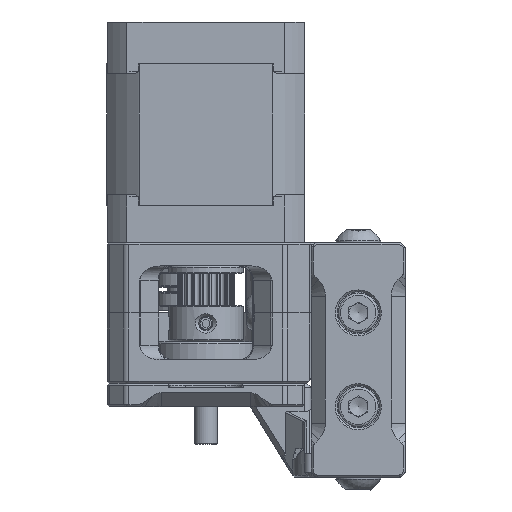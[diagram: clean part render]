
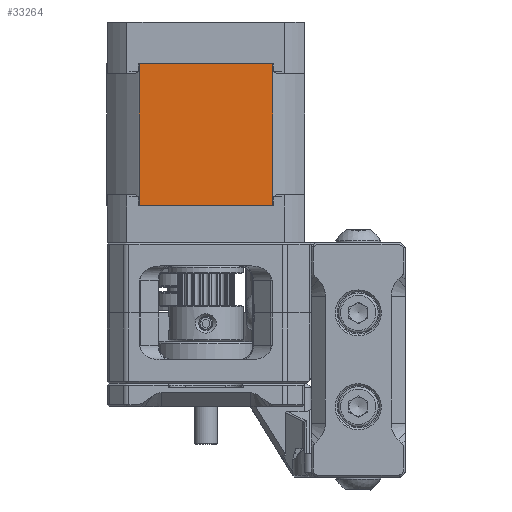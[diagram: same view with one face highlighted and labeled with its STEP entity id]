
A CAD part, front view. The second image highlights one B-rep face of the part: STEP entity #33264.
In plain terms, the highlighted planar face has unit normal (0, -1, 0).
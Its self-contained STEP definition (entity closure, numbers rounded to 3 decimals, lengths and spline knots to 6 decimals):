
#1714=LINE('',#58331,#4094);
#1720=LINE('',#58357,#4100);
#1732=LINE('',#58396,#4112);
#1734=LINE('',#58400,#4114);
#1736=LINE('',#58406,#4116);
#1800=LINE('',#58619,#4180);
#1801=LINE('',#58625,#4181);
#1802=LINE('',#58629,#4182);
#1804=LINE('',#58636,#4184);
#1806=LINE('',#58641,#4186);
#1807=LINE('',#58643,#4187);
#1811=LINE('',#58704,#4191);
#4094=VECTOR('',#44836,1.);
#4100=VECTOR('',#44864,1.);
#4112=VECTOR('',#44904,1.);
#4114=VECTOR('',#44908,1.);
#4116=VECTOR('',#44914,1.);
#4180=VECTOR('',#45134,1.);
#4181=VECTOR('',#45141,1.);
#4182=VECTOR('',#45146,1.);
#4184=VECTOR('',#45152,1.);
#4186=VECTOR('',#45158,1.);
#4187=VECTOR('',#45161,1.);
#4191=VECTOR('',#45245,1.);
#6813=PLANE('',#37699);
#12511=ORIENTED_EDGE('',*,*,#19072,.T.);
#12512=ORIENTED_EDGE('',*,*,#19074,.T.);
#12513=ORIENTED_EDGE('',*,*,#19081,.T.);
#12514=ORIENTED_EDGE('',*,*,#19069,.T.);
#12515=ORIENTED_EDGE('',*,*,#19080,.T.);
#12516=ORIENTED_EDGE('',*,*,#19077,.T.);
#12517=ORIENTED_EDGE('',*,*,#19103,.T.);
#12518=ORIENTED_EDGE('',*,*,#18965,.T.);
#12519=ORIENTED_EDGE('',*,*,#18962,.F.);
#12520=ORIENTED_EDGE('',*,*,#18940,.F.);
#12521=ORIENTED_EDGE('',*,*,#18927,.F.);
#12522=ORIENTED_EDGE('',*,*,#18960,.T.);
#18927=EDGE_CURVE('',#22769,#22770,#1714,.T.);
#18940=EDGE_CURVE('',#22770,#22779,#1720,.T.);
#18960=EDGE_CURVE('',#22769,#22791,#1732,.T.);
#18962=EDGE_CURVE('',#22779,#22793,#1734,.T.);
#18965=EDGE_CURVE('',#22795,#22793,#1736,.T.);
#19069=EDGE_CURVE('',#22866,#22865,#1800,.T.);
#19072=EDGE_CURVE('',#22791,#22867,#1801,.T.);
#19074=EDGE_CURVE('',#22867,#22868,#1802,.T.);
#19077=EDGE_CURVE('',#22872,#22871,#1804,.T.);
#19080=EDGE_CURVE('',#22865,#22872,#1806,.T.);
#19081=EDGE_CURVE('',#22868,#22866,#1807,.T.);
#19103=EDGE_CURVE('',#22871,#22795,#1811,.T.);
#22769=VERTEX_POINT('',#58330);
#22770=VERTEX_POINT('',#58332);
#22779=VERTEX_POINT('',#58358);
#22791=VERTEX_POINT('',#58395);
#22793=VERTEX_POINT('',#58401);
#22795=VERTEX_POINT('',#58407);
#22865=VERTEX_POINT('',#58618);
#22866=VERTEX_POINT('',#58620);
#22867=VERTEX_POINT('',#58624);
#22868=VERTEX_POINT('',#58628);
#22871=VERTEX_POINT('',#58635);
#22872=VERTEX_POINT('',#58637);
#27558=EDGE_LOOP('',(#12511,#12512,#12513,#12514,#12515,#12516,#12517,#12518,
#12519,#12520,#12521,#12522));
#30329=FACE_BOUND('',#27558,.T.);
#33264=ADVANCED_FACE('',(#30329),#6813,.T.);
#37699=AXIS2_PLACEMENT_3D('',#58703,#45243,#45244);
#44836=DIRECTION('',(-1.,0.,0.));
#44864=DIRECTION('',(0.,0.,1.));
#44904=DIRECTION('',(0.,0.,-1.));
#44908=DIRECTION('',(1.,0.,0.));
#44914=DIRECTION('',(0.,0.,-1.));
#45134=DIRECTION('',(0.,0.,1.));
#45141=DIRECTION('',(1.,0.,0.));
#45146=DIRECTION('',(0.,0.,1.));
#45152=DIRECTION('',(0.,0.,1.));
#45158=DIRECTION('',(-1.,0.,0.));
#45161=DIRECTION('',(1.,0.,0.));
#45243=DIRECTION('',(0.,-1.,0.));
#45244=DIRECTION('',(0.,0.,1.));
#45245=DIRECTION('',(-1.,0.,0.));
#58330=CARTESIAN_POINT('',(0.152594,-0.2276,0.0229));
#58331=CARTESIAN_POINT('',(0.175478,-0.2276,0.0229));
#58332=CARTESIAN_POINT('',(0.14687,-0.2276,0.0229));
#58357=CARTESIAN_POINT('',(0.14687,-0.2276,0.0229));
#58358=CARTESIAN_POINT('',(0.14687,-0.2276,0.0531));
#58395=CARTESIAN_POINT('',(0.152594,-0.2276,0.0228));
#58396=CARTESIAN_POINT('',(0.152594,-0.2276,0.0229));
#58400=CARTESIAN_POINT('',(0.169605,-0.2276,0.0531));
#58401=CARTESIAN_POINT('',(0.152594,-0.2276,0.0531));
#58406=CARTESIAN_POINT('',(0.152594,-0.2276,0.0229));
#58407=CARTESIAN_POINT('',(0.152594,-0.2276,0.0532));
#58618=CARTESIAN_POINT('',(0.17533,-0.2276,0.0531));
#58619=CARTESIAN_POINT('',(0.17533,-0.2276,0.0229));
#58620=CARTESIAN_POINT('',(0.17533,-0.2276,0.0229));
#58624=CARTESIAN_POINT('',(0.169606,-0.2276,0.0228));
#58625=CARTESIAN_POINT('',(0.152594,-0.2276,0.0228));
#58628=CARTESIAN_POINT('',(0.169606,-0.2276,0.0229));
#58629=CARTESIAN_POINT('',(0.169606,-0.2276,0.0228));
#58635=CARTESIAN_POINT('',(0.169606,-0.2276,0.0532));
#58636=CARTESIAN_POINT('',(0.169606,-0.2276,0.0229));
#58637=CARTESIAN_POINT('',(0.169606,-0.2276,0.0531));
#58641=CARTESIAN_POINT('',(0.17533,-0.2276,0.0531));
#58643=CARTESIAN_POINT('',(0.169606,-0.2276,0.0229));
#58703=CARTESIAN_POINT('',(0.175331,-0.2276,0.022799));
#58704=CARTESIAN_POINT('',(0.169606,-0.2276,0.0532));
